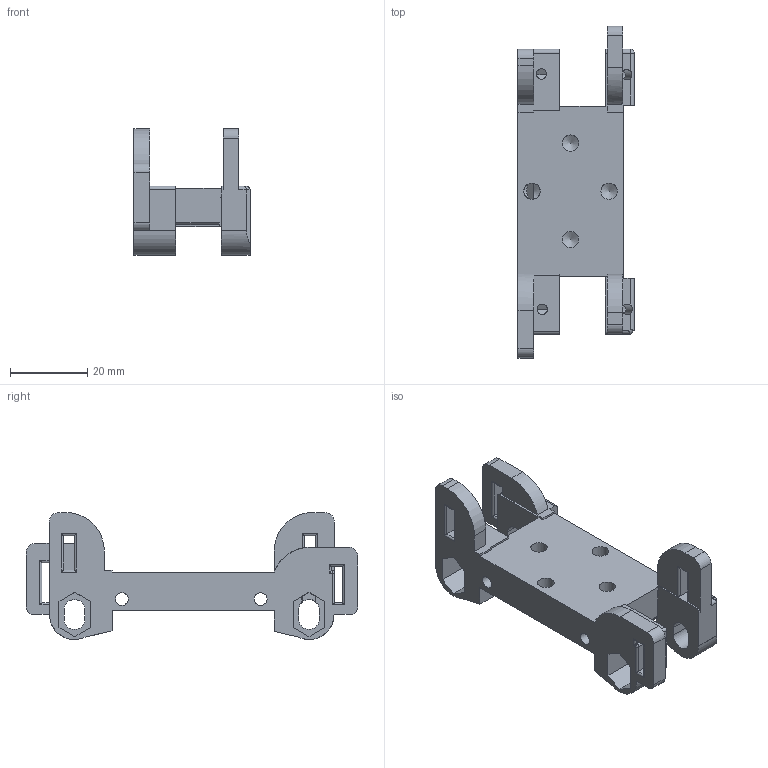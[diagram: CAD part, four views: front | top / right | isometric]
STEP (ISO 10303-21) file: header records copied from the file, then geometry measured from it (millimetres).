
FILE_DESCRIPTION(/* description */ (''),/* implementation_level */ '2;1');
FILE_NAME(/* name */ 'tronxy eva top.step',/* time_stamp */ '2022-09-07T12:24:15-05:00',/* author */ (''),/* organization */ (''),/* preprocessor_version */ 'ST-DEVELOPER v19',/* originating_system */ 'Autodesk Translation Framework v11.7.0.108',/* authorisation */ '');
FILE_SCHEMA (('AUTOMOTIVE_DESIGN { 1 0 10303 214 3 1 1 }'));
Length unit declared in the file: millimetre
Products named in the file (1): tronxy eva top
Bounding box: 30.13 x 86.12 x 32.95 mm (x, y, z)
Volume: 21079.2 mm3; surface area: 11462.9 mm2
Topology: 1 solids, 3 shells, 199 faces, 574 edges, 373 vertices
Faces by surface type: plane 116, cylinder 76, cone 5, sphere 1, bspline 1
Full cylindrical faces by diameter (mm): 2.7 x4, 3 x2, 3.3 x2, 4.25 x4
Entity records: 6689 total; most frequent: CARTESIAN_POINT 1278, ORIENTED_EDGE 1140, DIRECTION 1109, EDGE_CURVE 570, LINE 409, VECTOR 409, VERTEX_POINT 373, AXIS2_PLACEMENT_3D 350
